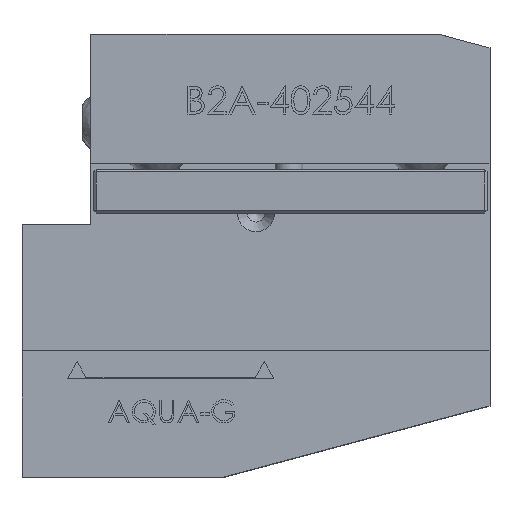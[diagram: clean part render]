
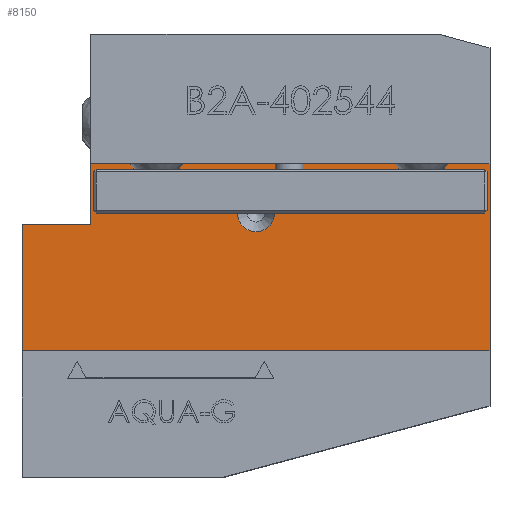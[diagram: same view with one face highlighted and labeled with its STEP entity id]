
A CAD part, top view. The second image highlights one B-rep face of the part: STEP entity #8150.
In plain terms, the highlighted planar face has unit normal (0, 0, 1).
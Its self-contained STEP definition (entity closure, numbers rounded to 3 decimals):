
#48 = EDGE_CURVE ( 'NONE', #7627, #4125, #4413, .T. ) ;
#60 = LINE ( 'NONE', #12850, #2522 ) ;
#405 = VERTEX_POINT ( 'NONE', #6091 ) ;
#491 = CARTESIAN_POINT ( 'NONE',  ( -62.336, 31.054, 29.702 ) ) ;
#1144 = VERTEX_POINT ( 'NONE', #1588 ) ;
#1277 = VERTEX_POINT ( 'NONE', #8234 ) ;
#1588 = CARTESIAN_POINT ( 'NONE',  ( 22.664, 31.054, 29.702 ) ) ;
#1820 = VECTOR ( 'NONE', #6084, 1000. ) ;
#2116 = CARTESIAN_POINT ( 'NONE',  ( -49.836, 19.749, 29.702 ) ) ;
#2360 = VERTEX_POINT ( 'NONE', #4164 ) ;
#2522 = VECTOR ( 'NONE', #10941, 1000. ) ;
#2617 = CARTESIAN_POINT ( 'NONE',  ( -49.836, 31.054, 29.702 ) ) ;
#3132 = CARTESIAN_POINT ( 'NONE',  ( -49.836, 31.054, 29.702 ) ) ;
#3571 = LINE ( 'NONE', #11257, #8876 ) ;
#3783 = DIRECTION ( 'NONE',  ( -1., 0., 0. ) ) ;
#3914 = FACE_BOUND ( 'NONE', #10528, .T. ) ;
#4046 = CARTESIAN_POINT ( 'NONE',  ( -62.336, 31.054, 29.702 ) ) ;
#4125 = VERTEX_POINT ( 'NONE', #8632 ) ;
#4164 = CARTESIAN_POINT ( 'NONE',  ( -62.336, -3.556, 29.702 ) ) ;
#4278 = CIRCLE ( 'NONE', #6210, 3.35 ) ;
#4389 = LINE ( 'NONE', #4046, #7061 ) ;
#4413 = LINE ( 'NONE', #9677, #4536 ) ;
#4536 = VECTOR ( 'NONE', #3783, 1000. ) ;
#4552 = LINE ( 'NONE', #5138, #1820 ) ;
#4737 = ORIENTED_EDGE ( 'NONE', *, *, #11738, .F. ) ;
#4808 = EDGE_CURVE ( 'NONE', #2360, #4125, #60, .T. ) ;
#4904 = EDGE_LOOP ( 'NONE', ( #5862, #5132, #10320, #12303, #6555, #4737 ) ) ;
#5059 = DIRECTION ( 'NONE',  ( 1., 0., 0. ) ) ;
#5132 = ORIENTED_EDGE ( 'NONE', *, *, #48, .T. ) ;
#5138 = CARTESIAN_POINT ( 'NONE',  ( -62.336, -3.556, 29.702 ) ) ;
#5373 = EDGE_CURVE ( 'NONE', #1277, #1277, #4278, .T. ) ;
#5820 = DIRECTION ( 'NONE',  ( 0., 0., 1. ) ) ;
#5862 = ORIENTED_EDGE ( 'NONE', *, *, #10094, .T. ) ;
#6084 = DIRECTION ( 'NONE',  ( 1., 0., 0. ) ) ;
#6091 = CARTESIAN_POINT ( 'NONE',  ( 22.664, -3.556, 29.702 ) ) ;
#6210 = AXIS2_PLACEMENT_3D ( 'NONE', #12877, #5820, #11846 ) ;
#6555 = ORIENTED_EDGE ( 'NONE', *, *, #8725, .T. ) ;
#6678 = DIRECTION ( 'NONE',  ( 0., -1., 0. ) ) ;
#7061 = VECTOR ( 'NONE', #5059, 1000. ) ;
#7506 = EDGE_CURVE ( 'NONE', #2360, #405, #4552, .T. ) ;
#7627 = VERTEX_POINT ( 'NONE', #2116 ) ;
#7630 = VECTOR ( 'NONE', #6678, 1000. ) ;
#7887 = DIRECTION ( 'NONE',  ( 0., 0., -1. ) ) ;
#7943 = LINE ( 'NONE', #2617, #7630 ) ;
#8150 = ADVANCED_FACE ( 'NONE', ( #3914, #8891 ), #8586, .F. ) ;
#8234 = CARTESIAN_POINT ( 'NONE',  ( -16.486, 21.749, 29.702 ) ) ;
#8586 = PLANE ( 'NONE',  #10345 ) ;
#8632 = CARTESIAN_POINT ( 'NONE',  ( -62.336, 19.749, 29.702 ) ) ;
#8725 = EDGE_CURVE ( 'NONE', #405, #1144, #3571, .T. ) ;
#8876 = VECTOR ( 'NONE', #11279, 1000. ) ;
#8891 = FACE_OUTER_BOUND ( 'NONE', #4904, .T. ) ;
#9594 = DIRECTION ( 'NONE',  ( -1., 0., 0. ) ) ;
#9677 = CARTESIAN_POINT ( 'NONE',  ( -62.336, 19.749, 29.702 ) ) ;
#10094 = EDGE_CURVE ( 'NONE', #10896, #7627, #7943, .T. ) ;
#10320 = ORIENTED_EDGE ( 'NONE', *, *, #4808, .F. ) ;
#10345 = AXIS2_PLACEMENT_3D ( 'NONE', #491, #7887, #9594 ) ;
#10528 = EDGE_LOOP ( 'NONE', ( #12036 ) ) ;
#10896 = VERTEX_POINT ( 'NONE', #3132 ) ;
#10941 = DIRECTION ( 'NONE',  ( 0., 1., 0. ) ) ;
#11257 = CARTESIAN_POINT ( 'NONE',  ( 22.664, 31.054, 29.702 ) ) ;
#11279 = DIRECTION ( 'NONE',  ( 0., 1., 0. ) ) ;
#11738 = EDGE_CURVE ( 'NONE', #10896, #1144, #4389, .T. ) ;
#11846 = DIRECTION ( 'NONE',  ( 1., 0., 0. ) ) ;
#12036 = ORIENTED_EDGE ( 'NONE', *, *, #5373, .F. ) ;
#12303 = ORIENTED_EDGE ( 'NONE', *, *, #7506, .T. ) ;
#12850 = CARTESIAN_POINT ( 'NONE',  ( -62.336, 31.054, 29.702 ) ) ;
#12877 = CARTESIAN_POINT ( 'NONE',  ( -19.836, 21.749, 29.702 ) ) ;
